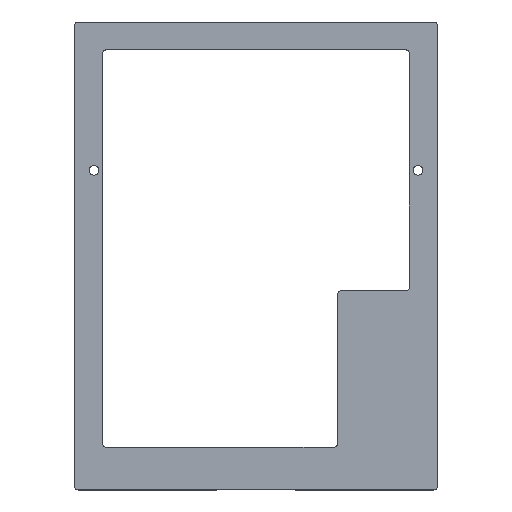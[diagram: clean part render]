
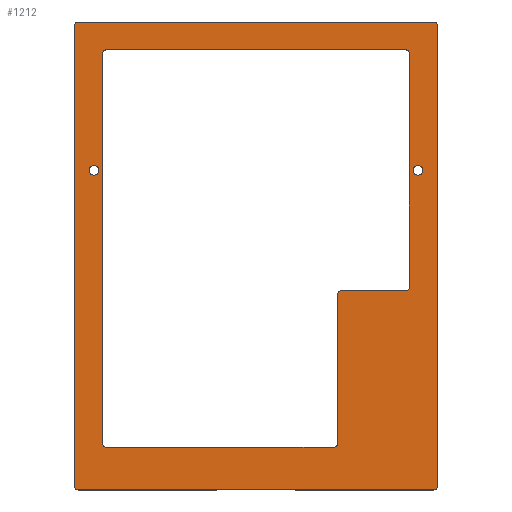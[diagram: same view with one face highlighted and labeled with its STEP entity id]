
A CAD part, top view. The second image highlights one B-rep face of the part: STEP entity #1212.
In plain terms, the highlighted planar face has unit normal (0, 0, 1).
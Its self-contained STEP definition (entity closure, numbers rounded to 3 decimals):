
#22=FACE_BOUND('',#192,.T.);
#23=FACE_BOUND('',#193,.T.);
#24=FACE_BOUND('',#194,.T.);
#56=PLANE('',#1354);
#120=FACE_OUTER_BOUND('',#191,.T.);
#191=EDGE_LOOP('',(#1095,#1096,#1097,#1098,#1099,#1100,#1101,#1102));
#192=EDGE_LOOP('',(#1103,#1104,#1105,#1106,#1107,#1108,#1109,#1110,#1111,
#1112,#1113,#1114));
#193=EDGE_LOOP('',(#1115));
#194=EDGE_LOOP('',(#1116));
#199=LINE('',#1738,#309);
#203=LINE('',#1750,#313);
#207=LINE('',#1762,#317);
#210=LINE('',#1773,#320);
#232=LINE('',#1859,#342);
#254=LINE('',#1928,#364);
#283=LINE('',#2008,#393);
#288=LINE('',#2021,#398);
#300=LINE('',#2056,#410);
#303=LINE('',#2071,#413);
#309=VECTOR('',#1369,10.);
#313=VECTOR('',#1381,10.);
#317=VECTOR('',#1393,10.);
#320=VECTOR('',#1404,10.);
#342=VECTOR('',#1474,10.);
#364=VECTOR('',#1538,10.);
#393=VECTOR('',#1623,10.);
#398=VECTOR('',#1640,10.);
#410=VECTOR('',#1690,10.);
#413=VECTOR('',#1711,10.);
#416=CIRCLE('',#1229,1.);
#418=CIRCLE('',#1233,1.);
#420=CIRCLE('',#1237,1.);
#422=CIRCLE('',#1241,1.);
#423=CIRCLE('',#1244,1.);
#444=CIRCLE('',#1268,1.);
#469=CIRCLE('',#1314,1.);
#470=CIRCLE('',#1320,1.);
#475=CIRCLE('',#1342,1.4);
#476=CIRCLE('',#1344,1.4);
#477=CIRCLE('',#1351,1.);
#478=CIRCLE('',#1353,1.);
#481=VERTEX_POINT('',#1728);
#482=VERTEX_POINT('',#1730);
#484=VERTEX_POINT('',#1736);
#486=VERTEX_POINT('',#1742);
#488=VERTEX_POINT('',#1748);
#490=VERTEX_POINT('',#1754);
#492=VERTEX_POINT('',#1760);
#495=VERTEX_POINT('',#1767);
#496=VERTEX_POINT('',#1769);
#497=VERTEX_POINT('',#1776);
#498=VERTEX_POINT('',#1777);
#536=VERTEX_POINT('',#1858);
#561=VERTEX_POINT('',#1925);
#562=VERTEX_POINT('',#1927);
#583=VERTEX_POINT('',#1998);
#584=VERTEX_POINT('',#1999);
#585=VERTEX_POINT('',#2006);
#586=VERTEX_POINT('',#2015);
#587=VERTEX_POINT('',#2019);
#592=VERTEX_POINT('',#2058);
#593=VERTEX_POINT('',#2062);
#594=VERTEX_POINT('',#2070);
#597=EDGE_CURVE('',#481,#482,#416,.T.);
#601=EDGE_CURVE('',#481,#484,#199,.T.);
#604=EDGE_CURVE('',#486,#484,#418,.T.);
#607=EDGE_CURVE('',#486,#488,#203,.T.);
#610=EDGE_CURVE('',#490,#488,#420,.T.);
#613=EDGE_CURVE('',#490,#492,#207,.T.);
#616=EDGE_CURVE('',#495,#496,#422,.T.);
#618=EDGE_CURVE('',#495,#482,#210,.T.);
#620=EDGE_CURVE('',#497,#498,#423,.T.);
#661=EDGE_CURVE('',#536,#498,#232,.T.);
#663=EDGE_CURVE('',#536,#492,#444,.T.);
#696=EDGE_CURVE('',#562,#561,#254,.T.);
#732=EDGE_CURVE('',#583,#584,#469,.T.);
#738=EDGE_CURVE('',#583,#585,#283,.T.);
#741=EDGE_CURVE('',#586,#585,#470,.T.);
#744=EDGE_CURVE('',#586,#587,#288,.T.);
#760=EDGE_CURVE('',#497,#496,#300,.T.);
#762=EDGE_CURVE('',#592,#592,#475,.T.);
#764=EDGE_CURVE('',#593,#593,#476,.T.);
#765=EDGE_CURVE('',#594,#584,#303,.T.);
#767=EDGE_CURVE('',#561,#594,#477,.T.);
#768=EDGE_CURVE('',#587,#562,#478,.T.);
#1095=ORIENTED_EDGE('',*,*,#732,.F.);
#1096=ORIENTED_EDGE('',*,*,#738,.T.);
#1097=ORIENTED_EDGE('',*,*,#741,.F.);
#1098=ORIENTED_EDGE('',*,*,#744,.T.);
#1099=ORIENTED_EDGE('',*,*,#768,.T.);
#1100=ORIENTED_EDGE('',*,*,#696,.T.);
#1101=ORIENTED_EDGE('',*,*,#767,.T.);
#1102=ORIENTED_EDGE('',*,*,#765,.T.);
#1103=ORIENTED_EDGE('',*,*,#620,.F.);
#1104=ORIENTED_EDGE('',*,*,#760,.T.);
#1105=ORIENTED_EDGE('',*,*,#616,.F.);
#1106=ORIENTED_EDGE('',*,*,#618,.T.);
#1107=ORIENTED_EDGE('',*,*,#597,.F.);
#1108=ORIENTED_EDGE('',*,*,#601,.T.);
#1109=ORIENTED_EDGE('',*,*,#604,.F.);
#1110=ORIENTED_EDGE('',*,*,#607,.T.);
#1111=ORIENTED_EDGE('',*,*,#610,.F.);
#1112=ORIENTED_EDGE('',*,*,#613,.T.);
#1113=ORIENTED_EDGE('',*,*,#663,.F.);
#1114=ORIENTED_EDGE('',*,*,#661,.T.);
#1115=ORIENTED_EDGE('',*,*,#762,.T.);
#1116=ORIENTED_EDGE('',*,*,#764,.T.);
#1212=ADVANCED_FACE('',(#120,#22,#23,#24),#56,.T.);
#1229=AXIS2_PLACEMENT_3D('',#1731,#1362,#1363);
#1233=AXIS2_PLACEMENT_3D('',#1744,#1375,#1376);
#1237=AXIS2_PLACEMENT_3D('',#1756,#1387,#1388);
#1241=AXIS2_PLACEMENT_3D('',#1770,#1399,#1400);
#1244=AXIS2_PLACEMENT_3D('',#1778,#1408,#1409);
#1268=AXIS2_PLACEMENT_3D('',#1862,#1478,#1479);
#1314=AXIS2_PLACEMENT_3D('',#2000,#1614,#1615);
#1320=AXIS2_PLACEMENT_3D('',#2016,#1634,#1635);
#1342=AXIS2_PLACEMENT_3D('',#2060,#1694,#1695);
#1344=AXIS2_PLACEMENT_3D('',#2064,#1699,#1700);
#1351=AXIS2_PLACEMENT_3D('',#2074,#1715,#1716);
#1353=AXIS2_PLACEMENT_3D('',#2076,#1719,#1720);
#1354=AXIS2_PLACEMENT_3D('',#2077,#1721,#1722);
#1362=DIRECTION('center_axis',(0.,0.,1.));
#1363=DIRECTION('ref_axis',(-0.707,-0.707,0.));
#1369=DIRECTION('',(0.,1.,0.));
#1375=DIRECTION('center_axis',(0.,0.,1.));
#1376=DIRECTION('ref_axis',(-0.707,0.707,0.));
#1381=DIRECTION('',(1.,0.,0.));
#1387=DIRECTION('center_axis',(0.,0.,1.));
#1388=DIRECTION('ref_axis',(0.707,0.707,0.));
#1393=DIRECTION('',(0.,-1.,0.));
#1399=DIRECTION('center_axis',(0.,0.,1.));
#1400=DIRECTION('ref_axis',(0.707,-0.707,0.));
#1404=DIRECTION('',(-1.,0.,0.));
#1408=DIRECTION('center_axis',(0.,0.,-1.));
#1409=DIRECTION('ref_axis',(-0.707,0.707,0.));
#1474=DIRECTION('',(-1.,0.,0.));
#1478=DIRECTION('center_axis',(0.,0.,1.));
#1479=DIRECTION('ref_axis',(0.707,-0.707,0.));
#1538=DIRECTION('',(1.,0.,0.));
#1614=DIRECTION('center_axis',(0.,0.,-1.));
#1615=DIRECTION('ref_axis',(0.707,0.707,0.));
#1623=DIRECTION('',(-1.,0.,0.));
#1634=DIRECTION('center_axis',(0.,0.,-1.));
#1635=DIRECTION('ref_axis',(-0.707,0.707,0.));
#1640=DIRECTION('',(0.,-1.,0.));
#1690=DIRECTION('',(0.,-1.,0.));
#1694=DIRECTION('center_axis',(0.,0.,-1.));
#1695=DIRECTION('ref_axis',(1.,0.,0.));
#1699=DIRECTION('center_axis',(0.,0.,-1.));
#1700=DIRECTION('ref_axis',(1.,0.,0.));
#1711=DIRECTION('',(0.,1.,0.));
#1715=DIRECTION('center_axis',(0.,0.,1.));
#1716=DIRECTION('ref_axis',(0.,-1.,0.));
#1719=DIRECTION('center_axis',(0.,0.,1.));
#1720=DIRECTION('ref_axis',(-1.,0.,0.));
#1721=DIRECTION('center_axis',(0.,0.,1.));
#1722=DIRECTION('ref_axis',(-1.,0.,0.));
#1728=CARTESIAN_POINT('',(-34.,-18.8,30.));
#1730=CARTESIAN_POINT('',(-33.,-19.8,30.));
#1731=CARTESIAN_POINT('Origin',(-33.,-18.8,30.));
#1736=CARTESIAN_POINT('',(-34.,93.,30.));
#1738=CARTESIAN_POINT('',(-34.,64.5,30.));
#1742=CARTESIAN_POINT('',(-33.,94.,30.));
#1744=CARTESIAN_POINT('Origin',(-33.,93.,30.));
#1748=CARTESIAN_POINT('',(52.84,94.,30.));
#1750=CARTESIAN_POINT('',(31.88,94.,30.));
#1754=CARTESIAN_POINT('',(53.84,93.,30.));
#1756=CARTESIAN_POINT('Origin',(52.84,93.,30.));
#1760=CARTESIAN_POINT('',(53.84,26.,30.));
#1762=CARTESIAN_POINT('',(53.84,30.,30.));
#1767=CARTESIAN_POINT('',(32.3,-19.8,30.));
#1769=CARTESIAN_POINT('',(33.3,-18.8,30.));
#1770=CARTESIAN_POINT('Origin',(32.3,-18.8,30.));
#1773=CARTESIAN_POINT('',(-12.04,-19.8,30.));
#1776=CARTESIAN_POINT('',(33.3,24.,30.));
#1777=CARTESIAN_POINT('',(34.3,25.,30.));
#1778=CARTESIAN_POINT('Origin',(34.3,24.,30.));
#1858=CARTESIAN_POINT('',(52.84,25.,30.));
#1859=CARTESIAN_POINT('',(21.61,25.,30.));
#1862=CARTESIAN_POINT('Origin',(52.84,26.,30.));
#1925=CARTESIAN_POINT('',(60.84,-32.,30.));
#1927=CARTESIAN_POINT('',(-41.,-32.,30.));
#1928=CARTESIAN_POINT('',(-42.,-32.,30.));
#1998=CARTESIAN_POINT('',(60.84,102.,30.));
#1999=CARTESIAN_POINT('',(61.84,101.,30.));
#2000=CARTESIAN_POINT('Origin',(60.84,101.,30.));
#2006=CARTESIAN_POINT('',(-41.,102.,30.));
#2008=CARTESIAN_POINT('',(-42.,102.,30.));
#2015=CARTESIAN_POINT('',(-42.,101.,30.));
#2016=CARTESIAN_POINT('Origin',(-41.,101.,30.));
#2019=CARTESIAN_POINT('',(-42.,-31.,30.));
#2021=CARTESIAN_POINT('',(-42.,-32.,30.));
#2056=CARTESIAN_POINT('',(33.3,7.6,30.));
#2058=CARTESIAN_POINT('',(-37.9,59.5,30.));
#2060=CARTESIAN_POINT('Origin',(-36.5,59.5,30.));
#2062=CARTESIAN_POINT('',(54.94,59.5,30.));
#2064=CARTESIAN_POINT('Origin',(56.34,59.5,30.));
#2070=CARTESIAN_POINT('',(61.84,-31.,30.));
#2071=CARTESIAN_POINT('',(61.84,-32.,30.));
#2074=CARTESIAN_POINT('Origin',(60.84,-31.,30.));
#2076=CARTESIAN_POINT('Origin',(-41.,-31.,30.));
#2077=CARTESIAN_POINT('Origin',(9.92,35.,30.));
